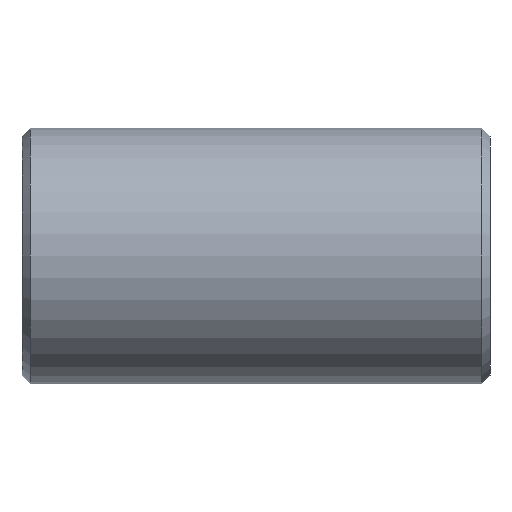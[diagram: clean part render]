
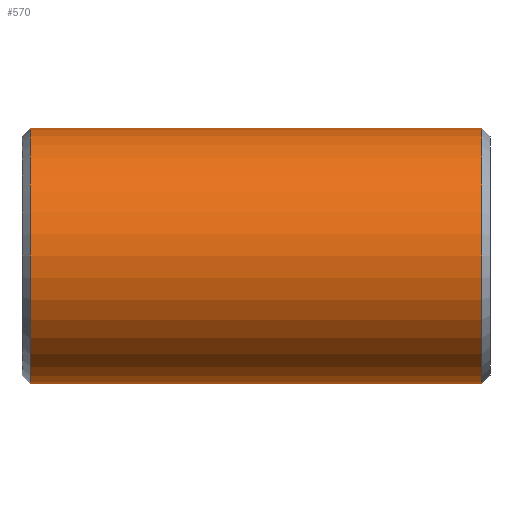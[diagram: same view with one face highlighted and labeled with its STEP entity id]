
A CAD part, front view. The second image highlights one B-rep face of the part: STEP entity #570.
In plain terms, the highlighted cylindrical face has radius 57.15 mm (diameter 114.3 mm), a partial arc.
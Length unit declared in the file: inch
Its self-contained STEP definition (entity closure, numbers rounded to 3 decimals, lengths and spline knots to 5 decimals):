
#4 = ORIENTED_EDGE ( 'NONE', *, *, #544, .F. ) ;
#16 = CIRCLE ( 'NONE', #523, 2.25 ) ;
#21 = DIRECTION ( 'NONE',  ( -1., 0., 0. ) ) ;
#23 = ORIENTED_EDGE ( 'NONE', *, *, #221, .T. ) ;
#27 = VERTEX_POINT ( 'NONE', #568 ) ;
#28 = EDGE_CURVE ( 'NONE', #337, #195, #247, .T. ) ;
#29 = CARTESIAN_POINT ( 'NONE',  ( 4.12, 0., 0. ) ) ;
#43 = CARTESIAN_POINT ( 'NONE',  ( 3.974, 0., 0. ) ) ;
#56 = CIRCLE ( 'NONE', #237, 2.25 ) ;
#60 = EDGE_CURVE ( 'NONE', #195, #27, #56, .T. ) ;
#70 = EDGE_LOOP ( 'NONE', ( #284, #376, #23, #339, #324, #4 ) ) ;
#83 = CARTESIAN_POINT ( 'NONE',  ( 4.12, 0., -2.25 ) ) ;
#87 = CARTESIAN_POINT ( 'NONE',  ( -3.974, 0., 2.25 ) ) ;
#132 = DIRECTION ( 'NONE',  ( -1., 0., 0. ) ) ;
#135 = CARTESIAN_POINT ( 'NONE',  ( 4.12, 0., 2.25 ) ) ;
#165 = FACE_OUTER_BOUND ( 'NONE', #70, .T. ) ;
#178 = DIRECTION ( 'NONE',  ( -1., 0., 0. ) ) ;
#195 = VERTEX_POINT ( 'NONE', #87 ) ;
#202 = VECTOR ( 'NONE', #298, 39.37008 ) ;
#213 = DIRECTION ( 'NONE',  ( -1., 0., 0. ) ) ;
#216 = LINE ( 'NONE', #83, #524 ) ;
#221 = EDGE_CURVE ( 'NONE', #413, #337, #277, .T. ) ;
#237 = AXIS2_PLACEMENT_3D ( 'NONE', #258, #585, #492 ) ;
#240 = CARTESIAN_POINT ( 'NONE',  ( 0., 0., -2.25 ) ) ;
#247 = LINE ( 'NONE', #295, #338 ) ;
#253 = DIRECTION ( 'NONE',  ( 0., 0., 1. ) ) ;
#258 = CARTESIAN_POINT ( 'NONE',  ( -3.974, 0., 0. ) ) ;
#277 = LINE ( 'NONE', #135, #311 ) ;
#279 = EDGE_CURVE ( 'NONE', #595, #413, #16, .T. ) ;
#284 = ORIENTED_EDGE ( 'NONE', *, *, #420, .F. ) ;
#286 = CARTESIAN_POINT ( 'NONE',  ( 0., 0., 2.25 ) ) ;
#295 = CARTESIAN_POINT ( 'NONE',  ( 4.12, 0., 2.25 ) ) ;
#296 = CARTESIAN_POINT ( 'NONE',  ( 4.12, 0., -2.25 ) ) ;
#298 = DIRECTION ( 'NONE',  ( -1., 0., 0. ) ) ;
#311 = VECTOR ( 'NONE', #178, 39.37008 ) ;
#324 = ORIENTED_EDGE ( 'NONE', *, *, #60, .T. ) ;
#337 = VERTEX_POINT ( 'NONE', #286 ) ;
#338 = VECTOR ( 'NONE', #21, 39.37008 ) ;
#339 = ORIENTED_EDGE ( 'NONE', *, *, #28, .T. ) ;
#352 = VERTEX_POINT ( 'NONE', #240 ) ;
#369 = DIRECTION ( 'NONE',  ( 0., 0., -1. ) ) ;
#376 = ORIENTED_EDGE ( 'NONE', *, *, #279, .T. ) ;
#413 = VERTEX_POINT ( 'NONE', #521 ) ;
#420 = EDGE_CURVE ( 'NONE', #595, #352, #517, .T. ) ;
#440 = CARTESIAN_POINT ( 'NONE',  ( 3.974, 0., -2.25 ) ) ;
#486 = AXIS2_PLACEMENT_3D ( 'NONE', #29, #213, #253 ) ;
#492 = DIRECTION ( 'NONE',  ( 0., 0., 1. ) ) ;
#517 = LINE ( 'NONE', #296, #202 ) ;
#521 = CARTESIAN_POINT ( 'NONE',  ( 3.974, 0., 2.25 ) ) ;
#523 = AXIS2_PLACEMENT_3D ( 'NONE', #43, #132, #369 ) ;
#524 = VECTOR ( 'NONE', #532, 39.37008 ) ;
#532 = DIRECTION ( 'NONE',  ( -1., 0., 0. ) ) ;
#544 = EDGE_CURVE ( 'NONE', #352, #27, #216, .T. ) ;
#568 = CARTESIAN_POINT ( 'NONE',  ( -3.974, 0., -2.25 ) ) ;
#570 = ADVANCED_FACE ( 'NONE', ( #165 ), #581, .T. ) ;
#581 = CYLINDRICAL_SURFACE ( 'NONE', #486, 2.25 ) ;
#585 = DIRECTION ( 'NONE',  ( 1., 0., 0. ) ) ;
#595 = VERTEX_POINT ( 'NONE', #440 ) ;
